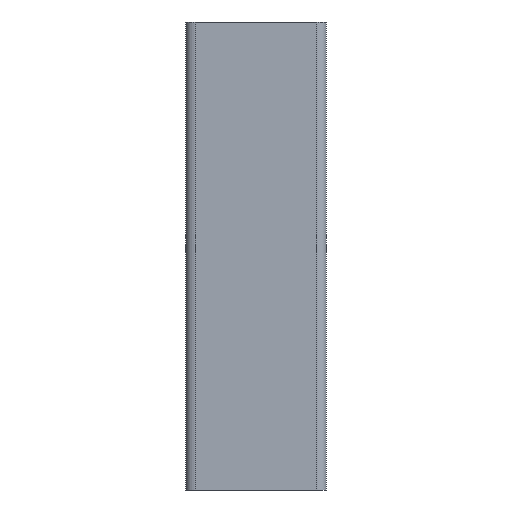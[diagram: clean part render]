
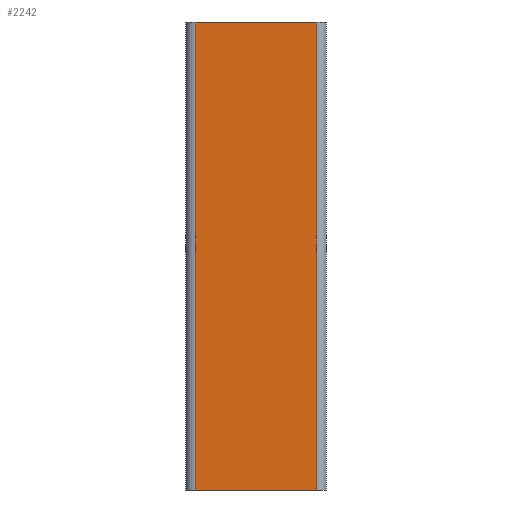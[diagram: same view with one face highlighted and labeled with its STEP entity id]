
A CAD part, front view. The second image highlights one B-rep face of the part: STEP entity #2242.
In plain terms, the highlighted planar face has unit normal (0, -1, 0).
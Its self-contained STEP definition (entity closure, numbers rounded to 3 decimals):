
#202=FACE_OUTER_BOUND('',#326,.T.);
#326=EDGE_LOOP('',(#1987,#1988,#1989,#1990));
#388=LINE('',#3144,#656);
#512=LINE('',#3476,#780);
#597=LINE('',#3664,#865);
#598=LINE('',#3665,#866);
#656=VECTOR('',#2502,10.);
#780=VECTOR('',#2808,10.);
#865=VECTOR('',#2993,10.);
#866=VECTOR('',#2994,10.);
#927=VERTEX_POINT('',#3141);
#928=VERTEX_POINT('',#3143);
#1044=VERTEX_POINT('',#3473);
#1045=VERTEX_POINT('',#3475);
#1143=EDGE_CURVE('',#928,#927,#388,.T.);
#1309=EDGE_CURVE('',#1044,#1045,#512,.T.);
#1405=EDGE_CURVE('',#1044,#928,#597,.T.);
#1406=EDGE_CURVE('',#1045,#927,#598,.T.);
#1987=ORIENTED_EDGE('',*,*,#1309,.F.);
#1988=ORIENTED_EDGE('',*,*,#1405,.T.);
#1989=ORIENTED_EDGE('',*,*,#1143,.T.);
#1990=ORIENTED_EDGE('',*,*,#1406,.F.);
#2144=PLANE('',#2428);
#2242=ADVANCED_FACE('',(#202),#2144,.T.);
#2428=AXIS2_PLACEMENT_3D('',#3663,#2991,#2992);
#2502=DIRECTION('',(-1.,0.,0.));
#2808=DIRECTION('',(-1.,0.,0.));
#2991=DIRECTION('center_axis',(0.,-1.,0.));
#2992=DIRECTION('ref_axis',(1.,0.,0.));
#2993=DIRECTION('',(0.,0.,1.));
#2994=DIRECTION('',(0.,0.,1.));
#3141=CARTESIAN_POINT('',(-13.,-15.,100.));
#3143=CARTESIAN_POINT('',(13.,-15.,100.));
#3144=CARTESIAN_POINT('',(-6.5,-15.,100.));
#3473=CARTESIAN_POINT('',(13.,-15.,0.));
#3475=CARTESIAN_POINT('',(-13.,-15.,0.));
#3476=CARTESIAN_POINT('',(-6.5,-15.,0.));
#3663=CARTESIAN_POINT('Origin',(-13.,-15.,0.));
#3664=CARTESIAN_POINT('',(13.,-15.,0.));
#3665=CARTESIAN_POINT('',(-13.,-15.,0.));
